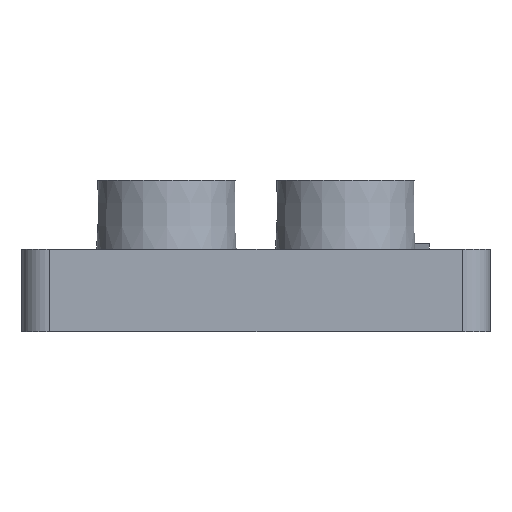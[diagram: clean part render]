
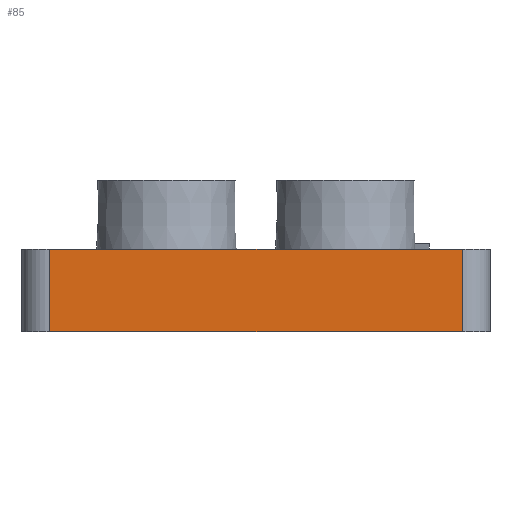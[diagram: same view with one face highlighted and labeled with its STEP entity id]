
A CAD part, front view. The second image highlights one B-rep face of the part: STEP entity #85.
In plain terms, the highlighted planar face has unit normal (0, -1, 0).
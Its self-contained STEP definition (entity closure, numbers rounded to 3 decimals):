
#85 = ADVANCED_FACE( '', ( #166 ), #167, .F. );
#166 = FACE_OUTER_BOUND( '', #299, .T. );
#167 = PLANE( '', #300 );
#299 = EDGE_LOOP( '', ( #523, #524, #525, #526 ) );
#300 = AXIS2_PLACEMENT_3D( '', #527, #528, #529 );
#523 = ORIENTED_EDGE( '', *, *, #951, .F. );
#524 = ORIENTED_EDGE( '', *, *, #898, .T. );
#525 = ORIENTED_EDGE( '', *, *, #952, .F. );
#526 = ORIENTED_EDGE( '', *, *, #947, .F. );
#527 = CARTESIAN_POINT( '', ( 19.5, -12.5, 0. ) );
#528 = DIRECTION( '', ( 0., 1., 0. ) );
#529 = DIRECTION( '', ( 1., 0., 0. ) );
#898 = EDGE_CURVE( '', #1063, #1061, #1064, .T. );
#947 = EDGE_CURVE( '', #1153, #1155, #1156, .T. );
#951 = EDGE_CURVE( '', #1063, #1153, #1160, .T. );
#952 = EDGE_CURVE( '', #1155, #1061, #1161, .T. );
#1061 = VERTEX_POINT( '', #1322 );
#1063 = VERTEX_POINT( '', #1324 );
#1064 = LINE( '', #1325, #1326 );
#1153 = VERTEX_POINT( '', #1455 );
#1155 = VERTEX_POINT( '', #1457 );
#1156 = LINE( '', #1458, #1459 );
#1160 = LINE( '', #1465, #1466 );
#1161 = LINE( '', #1467, #1468 );
#1322 = CARTESIAN_POINT( '', ( -7.5, -12.5, 3. ) );
#1324 = CARTESIAN_POINT( '', ( 7.5, -12.5, 3. ) );
#1325 = CARTESIAN_POINT( '', ( 19.5, -12.5, 3. ) );
#1326 = VECTOR( '', #1680, 1000. );
#1455 = CARTESIAN_POINT( '', ( 7.5, -12.5, 0. ) );
#1457 = CARTESIAN_POINT( '', ( -7.5, -12.5, 0. ) );
#1458 = CARTESIAN_POINT( '', ( 19.5, -12.5, 0. ) );
#1459 = VECTOR( '', #1745, 1000. );
#1465 = CARTESIAN_POINT( '', ( 7.5, -12.5, 45.61 ) );
#1466 = VECTOR( '', #1751, 1000. );
#1467 = CARTESIAN_POINT( '', ( -7.5, -12.5, -51.67 ) );
#1468 = VECTOR( '', #1752, 1000. );
#1680 = DIRECTION( '', ( -1., 0., 0. ) );
#1745 = DIRECTION( '', ( -1., 0., 0. ) );
#1751 = DIRECTION( '', ( 0., 0., -1. ) );
#1752 = DIRECTION( '', ( 0., 0., 1. ) );
